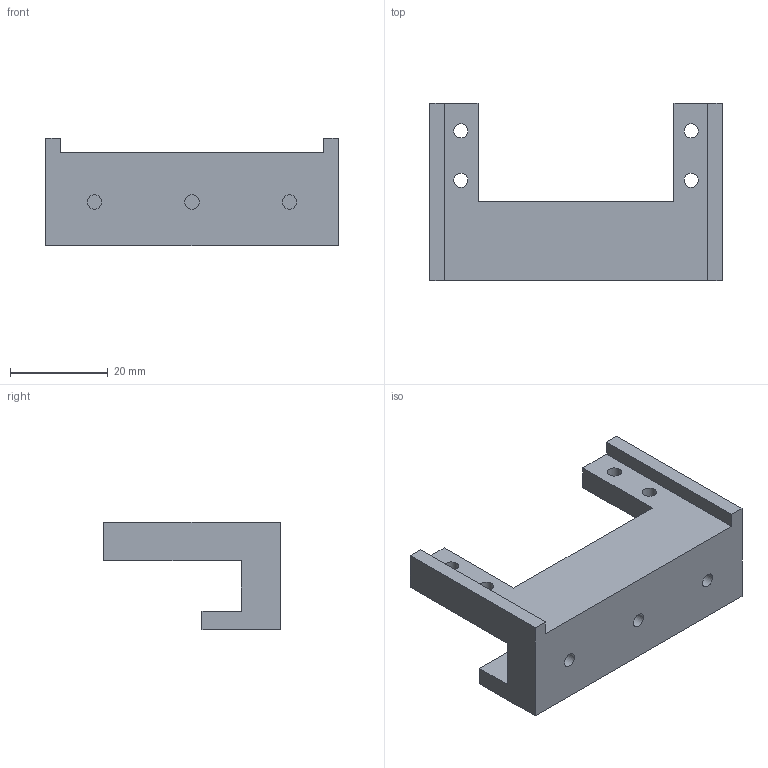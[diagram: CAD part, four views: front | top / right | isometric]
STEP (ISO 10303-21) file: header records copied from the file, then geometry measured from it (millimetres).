
FILE_DESCRIPTION(/* description */ ('Alibre Inc.'),/* implementation_level */ '2;1');
FILE_NAME(/* name */ 'export0',/* time_stamp */ '2014-08-07T15:40:54-07:00',/* author */ (''),/* organization */ (''),/* preprocessor_version */ 'ST-DEVELOPER v14',/* originating_system */ 'Alibre',/* authorisation */ '');
FILE_SCHEMA (('ALIBRE_SCHEMA','CONFIG_CONTROL_DESIGN'));
Length unit declared in the file: centimetre
Products named in the file (1): ID_1
Bounding box: 60 x 36.3 x 22.1 mm (x, y, z)
Volume: 15824.7 mm3; surface area: 7608.9 mm2
Topology: 1 solids, 1 shells, 28 faces, 73 edges, 50 vertices
Faces by surface type: plane 21, cylinder 7
Full cylindrical faces by diameter (mm): 2.921 x7
Entity records: 3498 total; most frequent: CARTESIAN_POINT 412, PERSISTANTTOPOLOGYATTRIBUTE 356, DIRECTION 267, CONSTRAINTPAIRUV 233, REFERENCEDEPENDENTUV 214, VECTOR 188, REFERENCEPOINTUV 165, ORIENTED_EDGE 124
